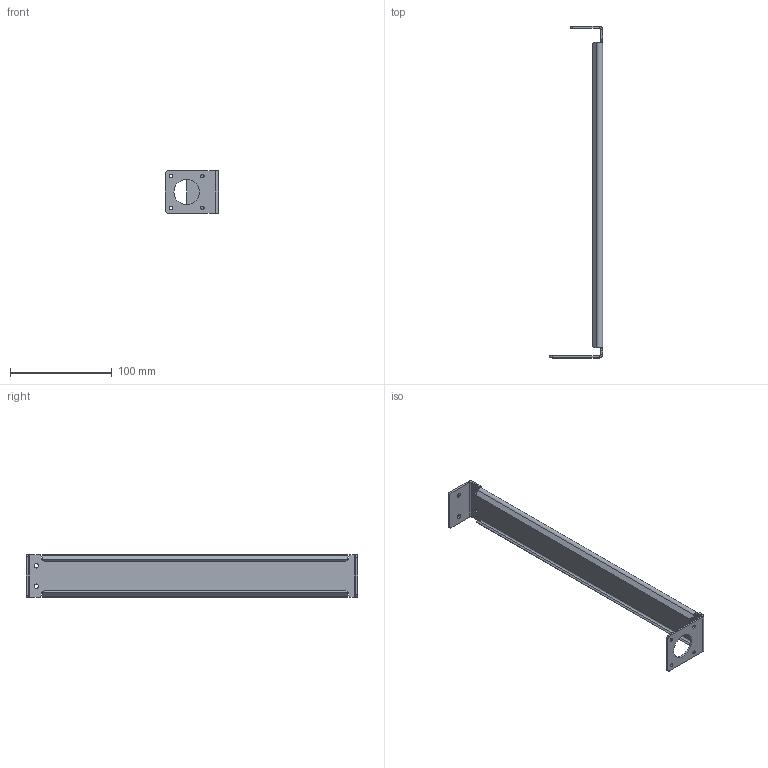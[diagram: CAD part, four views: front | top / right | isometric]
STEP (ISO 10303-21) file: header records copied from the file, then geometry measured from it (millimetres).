
FILE_DESCRIPTION (( 'STEP AP203' ), '1' );
FILE_NAME ('AXIS Z-Pillar_A.STEP', '2019-10-06T17:51:29', ( '' ), ( '' ), 'SwSTEP 2.0', 'SolidWorks 2018', '' );
FILE_SCHEMA (( 'CONFIG_CONTROL_DESIGN' ));
Length unit declared in the file: millimetre
Products named in the file (1): AXIS Z-Pillar_A
Bounding box: 52.5 x 327 x 42 mm (x, y, z)
Volume: 42185.5 mm3; surface area: 44431.8 mm2
Topology: 1 solids, 1 shells, 84 faces, 214 edges, 132 vertices
Faces by surface type: plane 46, cylinder 38
Entity records: 2631 total; most frequent: DIRECTION 460, CARTESIAN_POINT 431, ORIENTED_EDGE 428, EDGE_CURVE 214, AXIS2_PLACEMENT_3D 161, LINE 138, VECTOR 138, VERTEX_POINT 132
